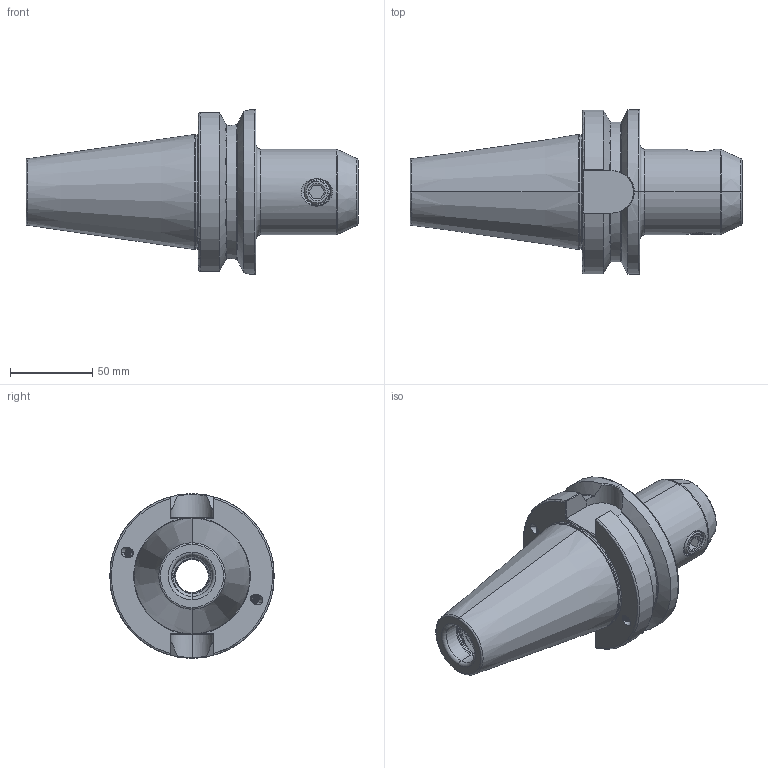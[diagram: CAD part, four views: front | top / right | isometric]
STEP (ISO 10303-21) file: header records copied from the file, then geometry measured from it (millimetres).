
FILE_DESCRIPTION (( 'STEP AP203' ), '1' );
FILE_NAME ('506.04.20.1.STEP', '2016-08-08T01:40:56', ( '' ), ( '' ), 'SwSTEP 2.0', 'SolidWorks 2012', '' );
FILE_SCHEMA (( 'CONFIG_CONTROL_DESIGN' ));
Length unit declared in the file: millimetre
Products named in the file (3): 506.04.20.1; 側固16_M16x2_16L
Assembly tree (2 placements, depth 2):
  506.04.20.1
    506.04.20.1
    側固16_M16x2_16L
Bounding box: 201.8 x 100 x 100 mm (x, y, z)
Volume: 542902.2 mm3; surface area: 72631.3 mm2
Topology: 2 solids, 2 shells, 226 faces, 603 edges, 383 vertices
Faces by surface type: cylinder 104, plane 45, torus 28, cone 28, bspline 19, sphere 2
Entity records: 16188 total; most frequent: CARTESIAN_POINT 10955, ORIENTED_EDGE 1202, DIRECTION 871, EDGE_CURVE 601, VERTEX_POINT 383, AXIS2_PLACEMENT_3D 345, EDGE_LOOP 238, FACE_OUTER_BOUND 226
